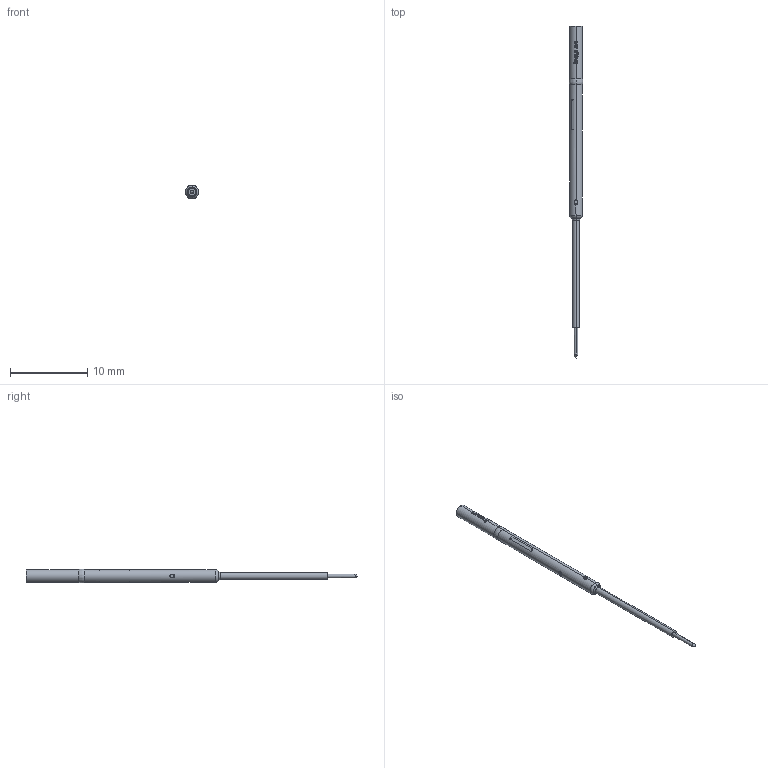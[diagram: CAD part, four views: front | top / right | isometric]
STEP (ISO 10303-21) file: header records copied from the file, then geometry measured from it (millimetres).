
FILE_DESCRIPTION (( 'STEP AP203' ), '1' );
FILE_NAME ('INGUN_KS-100_WL.STEP', '2022-02-09T05:14:31', ( 'ochi' ), ( '' ), 'SwSTEP 2.0', 'SolidWorks 2018', '' );
FILE_SCHEMA (( 'CONFIG_CONTROL_DESIGN' ));
Length unit declared in the file: millimetre
Products named in the file (1): INGUN_KS-100_WL
Bounding box: 1.79 x 43.1 x 1.8 mm (x, y, z)
Volume: 64.5 mm3; surface area: 181.4 mm2
Topology: 1 solids, 1 shells, 141 faces, 382 edges, 250 vertices
Faces by surface type: plane 52, bspline 46, cylinder 35, torus 8
Entity records: 5805 total; most frequent: CARTESIAN_POINT 2523, ORIENTED_EDGE 764, DIRECTION 545, EDGE_CURVE 382, VERTEX_POINT 250, AXIS2_PLACEMENT_3D 216, EDGE_LOOP 148, B_SPLINE_CURVE_WITH_KNOTS 144
